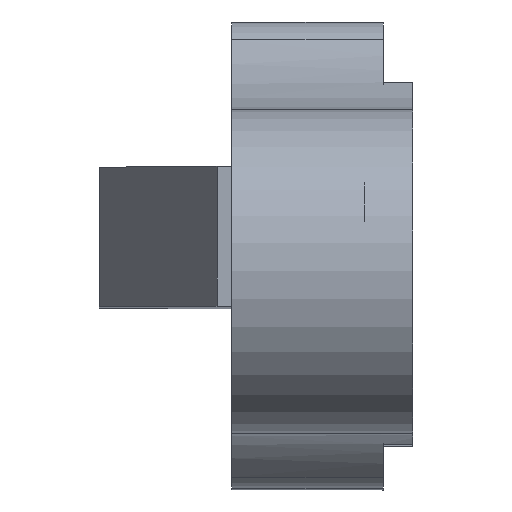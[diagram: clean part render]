
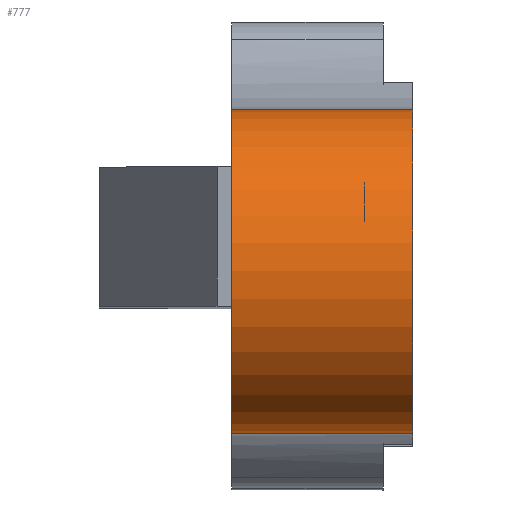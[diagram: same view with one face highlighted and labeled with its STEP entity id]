
A CAD part, top view. The second image highlights one B-rep face of the part: STEP entity #777.
In plain terms, the highlighted cylindrical face has radius 11 mm (diameter 22 mm), a partial arc.
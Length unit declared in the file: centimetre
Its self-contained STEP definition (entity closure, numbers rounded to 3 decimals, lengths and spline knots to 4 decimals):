
#56=LINE('',#1299,#114);
#57=LINE('',#1303,#115);
#114=VECTOR('',#1059,1.23);
#115=VECTOR('',#1064,1.23);
#202=FACE_OUTER_BOUND('',#258,.T.);
#258=EDGE_LOOP('',(#656,#657,#658,#659));
#303=CIRCLE('',#816,1.1);
#328=CIRCLE('',#864,1.1);
#356=VERTEX_POINT('',#1179);
#357=VERTEX_POINT('',#1181);
#394=VERTEX_POINT('',#1297);
#395=VERTEX_POINT('',#1301);
#432=EDGE_CURVE('',#357,#356,#303,.T.);
#490=EDGE_CURVE('',#394,#356,#56,.T.);
#491=EDGE_CURVE('',#394,#395,#328,.T.);
#492=EDGE_CURVE('',#357,#395,#57,.T.);
#656=ORIENTED_EDGE('',*,*,#432,.T.);
#657=ORIENTED_EDGE('',*,*,#490,.F.);
#658=ORIENTED_EDGE('',*,*,#491,.T.);
#659=ORIENTED_EDGE('',*,*,#492,.F.);
#745=CYLINDRICAL_SURFACE('',#863,1.1);
#777=ADVANCED_FACE('',(#202),#745,.T.);
#816=AXIS2_PLACEMENT_3D('',#1182,#932,#933);
#863=AXIS2_PLACEMENT_3D('',#1300,#1060,#1061);
#864=AXIS2_PLACEMENT_3D('',#1302,#1062,#1063);
#932=DIRECTION('center_axis',(1.,0.,0.));
#933=DIRECTION('ref_axis',(0.,0.,1.));
#1059=DIRECTION('',(-1.,0.,0.));
#1060=DIRECTION('center_axis',(-1.,0.,0.));
#1061=DIRECTION('ref_axis',(0.,0.,1.));
#1062=DIRECTION('center_axis',(-1.,0.,0.));
#1063=DIRECTION('ref_axis',(0.,-1.,0.));
#1064=DIRECTION('',(1.,0.,0.));
#1179=CARTESIAN_POINT('',(-0.615,-1.4,5.55));
#1181=CARTESIAN_POINT('',(-0.615,0.8,5.55));
#1182=CARTESIAN_POINT('Origin',(-0.615,-0.3,5.55));
#1297=CARTESIAN_POINT('',(0.615,-1.4,5.55));
#1299=CARTESIAN_POINT('',(0.615,-1.4,5.55));
#1300=CARTESIAN_POINT('Origin',(0.6765,-0.3,5.55));
#1301=CARTESIAN_POINT('',(0.615,0.8,5.55));
#1302=CARTESIAN_POINT('Origin',(0.615,-0.3,5.55));
#1303=CARTESIAN_POINT('',(-0.615,0.8,5.55));
